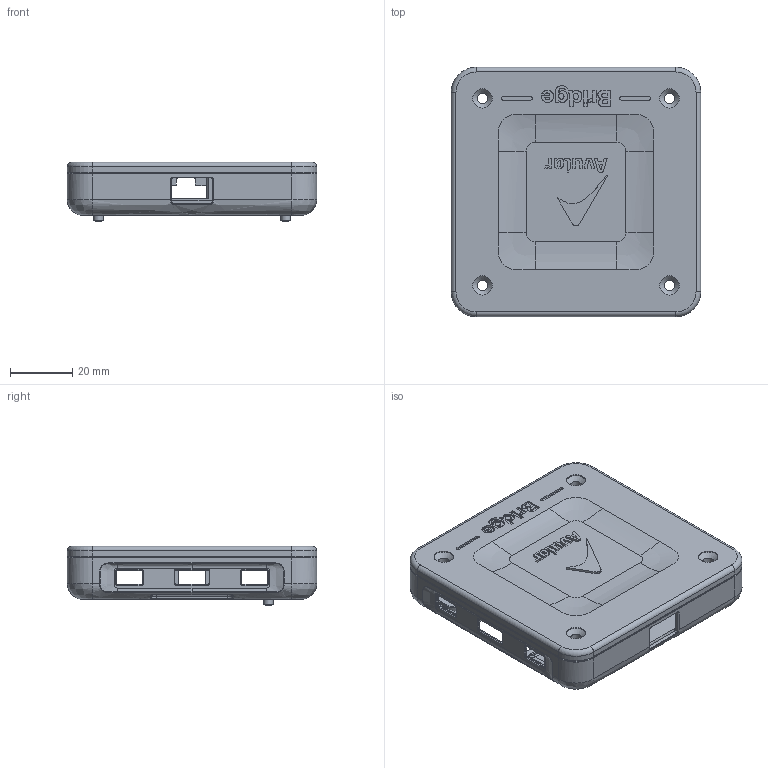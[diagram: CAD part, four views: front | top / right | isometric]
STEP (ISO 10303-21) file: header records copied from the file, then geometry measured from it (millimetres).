
FILE_DESCRIPTION(/* description */ (''),/* implementation_level */ '2;1');
FILE_NAME(/* name */ 'Top bridge empty.stp',/* time_stamp */ '2024-09-27T10:58:40+02:00',/* author */ (''),/* organization */ (''),/* preprocessor_version */ 'ST-DEVELOPER v18.102',/* originating_system */ 'SIEMENS PLM Software NX2206.1700',/* authorisation */ '');
FILE_SCHEMA (('AUTOMOTIVE_DESIGN { 1 0 10303 214 3 1 1 1 }'));
Length unit declared in the file: millimetre
Products named in the file (1): A002-A-XBFM-R02_Top Bridge_objects
Bounding box: 80 x 80 x 19.1 mm (x, y, z)
Volume: 25829.9 mm3; surface area: 36985.3 mm2
Topology: 2 solids, 2 shells, 1291 faces, 3239 edges, 2011 vertices
Faces by surface type: plane 549, cylinder 291, torus 144, bspline 117, extrusion 96, cone 94
Full cylindrical faces by diameter (mm): 3 x2, 3.4 x8, 6 x4, 6.2 x4
Entity records: 45491 total; most frequent: CARTESIAN_POINT 16363, ORIENTED_EDGE 6378, DIRECTION 5389, EDGE_CURVE 3189, VERTEX_POINT 2001, AXIS2_PLACEMENT_3D 1948, VECTOR 1493, EDGE_LOOP 1428
